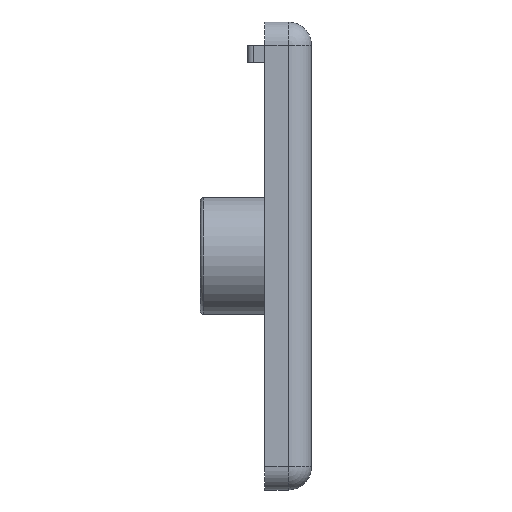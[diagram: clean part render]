
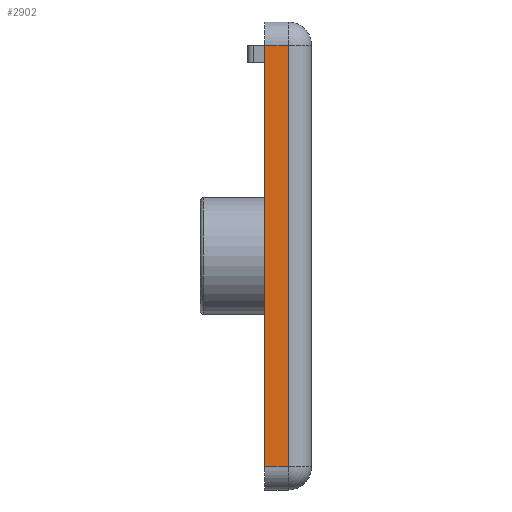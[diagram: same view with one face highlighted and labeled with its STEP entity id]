
A CAD part, left-side view. The second image highlights one B-rep face of the part: STEP entity #2902.
In plain terms, the highlighted planar face has unit normal (-1, 0, 0).
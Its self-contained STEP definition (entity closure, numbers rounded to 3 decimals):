
#151 = CARTESIAN_POINT ( 'NONE',  ( -20., 2., -18. ) ) ;
#311 = CARTESIAN_POINT ( 'NONE',  ( -20., 4., -18. ) ) ;
#444 = VECTOR ( 'NONE', #1939, 1000. ) ;
#672 = VERTEX_POINT ( 'NONE', #3484 ) ;
#847 = DIRECTION ( 'NONE',  ( 0., 0., 1. ) ) ;
#932 = ORIENTED_EDGE ( 'NONE', *, *, #5791, .T. ) ;
#1013 = VECTOR ( 'NONE', #847, 1000. ) ;
#1800 = ORIENTED_EDGE ( 'NONE', *, *, #2058, .F. ) ;
#1824 = CARTESIAN_POINT ( 'NONE',  ( -20., 4., -18. ) ) ;
#1939 = DIRECTION ( 'NONE',  ( 0., -1., 0. ) ) ;
#1970 = EDGE_CURVE ( 'NONE', #3437, #672, #5071, .T. ) ;
#2058 = EDGE_CURVE ( 'NONE', #672, #5948, #6163, .T. ) ;
#2118 = DIRECTION ( 'NONE',  ( 0., 0., 1. ) ) ;
#2474 = ORIENTED_EDGE ( 'NONE', *, *, #3565, .T. ) ;
#2497 = CARTESIAN_POINT ( 'NONE',  ( -20., 4., -18. ) ) ;
#2627 = LINE ( 'NONE', #6914, #5106 ) ;
#2826 = CARTESIAN_POINT ( 'NONE',  ( -20., 4., -18. ) ) ;
#2902 = ADVANCED_FACE ( 'NONE', ( #4297 ), #3335, .F. ) ;
#3040 = DIRECTION ( 'NONE',  ( 0., -1., 0. ) ) ;
#3335 = PLANE ( 'NONE',  #6842 ) ;
#3360 = DIRECTION ( 'NONE',  ( 0., 0., -1. ) ) ;
#3437 = VERTEX_POINT ( 'NONE', #1824 ) ;
#3484 = CARTESIAN_POINT ( 'NONE',  ( -20., 4., 18. ) ) ;
#3565 = EDGE_CURVE ( 'NONE', #3437, #5031, #4520, .T. ) ;
#3899 = ORIENTED_EDGE ( 'NONE', *, *, #1970, .F. ) ;
#4171 = EDGE_LOOP ( 'NONE', ( #2474, #932, #1800, #3899 ) ) ;
#4297 = FACE_OUTER_BOUND ( 'NONE', #4171, .T. ) ;
#4520 = LINE ( 'NONE', #2497, #444 ) ;
#4644 = CARTESIAN_POINT ( 'NONE',  ( -20., 4., 18. ) ) ;
#5031 = VERTEX_POINT ( 'NONE', #151 ) ;
#5071 = LINE ( 'NONE', #311, #1013 ) ;
#5106 = VECTOR ( 'NONE', #2118, 1000. ) ;
#5221 = CARTESIAN_POINT ( 'NONE',  ( -20., 2., 18. ) ) ;
#5791 = EDGE_CURVE ( 'NONE', #5031, #5948, #2627, .T. ) ;
#5948 = VERTEX_POINT ( 'NONE', #5221 ) ;
#5990 = VECTOR ( 'NONE', #3040, 1000. ) ;
#6163 = LINE ( 'NONE', #4644, #5990 ) ;
#6561 = DIRECTION ( 'NONE',  ( 1., 0., 0. ) ) ;
#6842 = AXIS2_PLACEMENT_3D ( 'NONE', #2826, #6561, #3360 ) ;
#6914 = CARTESIAN_POINT ( 'NONE',  ( -20., 2., -18. ) ) ;
